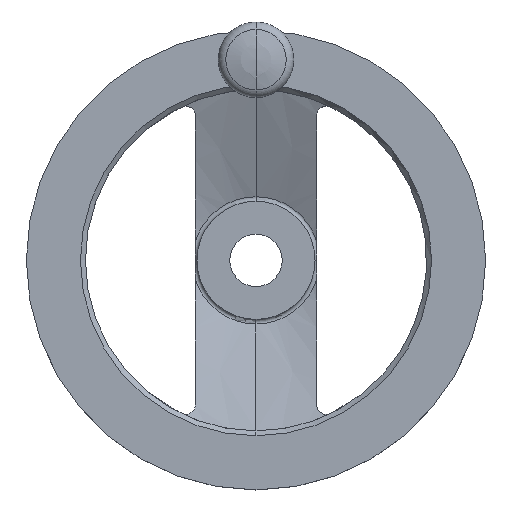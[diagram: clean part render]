
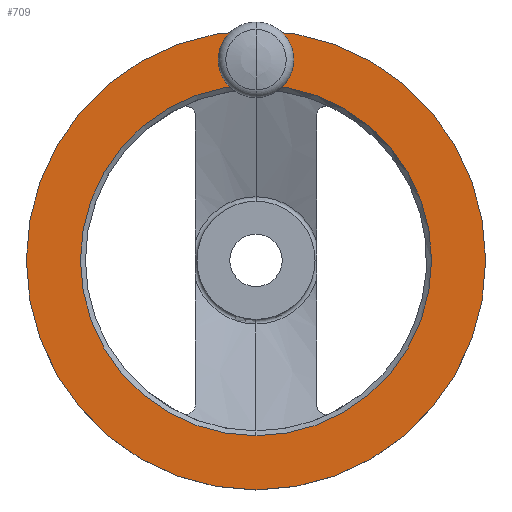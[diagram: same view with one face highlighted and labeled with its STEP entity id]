
A CAD part, top view. The second image highlights one B-rep face of the part: STEP entity #709.
In plain terms, the highlighted planar face has unit normal (0, 0, 1).
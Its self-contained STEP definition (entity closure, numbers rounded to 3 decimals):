
#289=EDGE_CURVE('',#617,#403,#792,.T.);
#291=VERTEX_POINT('',#794);
#347=VERTEX_POINT('',#858);
#403=VERTEX_POINT('',#923);
#489=EDGE_CURVE('',#347,#665,#1017,.T.);
#509=EDGE_CURVE('',#665,#347,#1038,.T.);
#595=EDGE_CURVE('',#597,#291,#1134,.T.);
#597=VERTEX_POINT('',#1136);
#617=VERTEX_POINT('',#1158);
#629=EDGE_CURVE('',#403,#617,#1170,.T.);
#665=VERTEX_POINT('',#1208);
#709=ADVANCED_FACE('',(#1256,#1257,#1258),#1259,.T.);
#725=EDGE_CURVE('',#291,#597,#1278,.T.);
#792=CIRCLE('',#1377,70.);
#794=CARTESIAN_POINT('',(0.,54.5,36.));
#858=CARTESIAN_POINT('',(0.,-53.5,36.0));
#923=CARTESIAN_POINT('',(0.,70.,36.0));
#1017=CIRCLE('',#1802,53.5);
#1038=CIRCLE('',#1843,53.5);
#1134=CIRCLE('',#2050,6.5);
#1136=CARTESIAN_POINT('',(0.,67.5,36.0));
#1158=CARTESIAN_POINT('',(0.,-70.0,36.0));
#1170=CIRCLE('',#2095,70.);
#1208=CARTESIAN_POINT('',(0.,53.5,36.0));
#1256=FACE_BOUND('',#2230,.T.);
#1257=FACE_BOUND('',#2231,.T.);
#1258=FACE_OUTER_BOUND('',#2232,.T.);
#1259=PLANE('',#2233);
#1278=CIRCLE('',#2267,6.5);
#1377=AXIS2_PLACEMENT_3D('',#2349,#2350,#2351);
#1802=AXIS2_PLACEMENT_3D('',#2657,#2658,#2659);
#1843=AXIS2_PLACEMENT_3D('',#2678,#2679,#2680);
#2050=AXIS2_PLACEMENT_3D('',#2791,#2792,#2793);
#2095=AXIS2_PLACEMENT_3D('',#2819,#2820,#2821);
#2230=EDGE_LOOP('',(#2917,#2918));
#2231=EDGE_LOOP('',(#2919,#2920));
#2232=EDGE_LOOP('',(#2921,#2922));
#2233=AXIS2_PLACEMENT_3D('',#2923,#2924,#2925);
#2267=AXIS2_PLACEMENT_3D('',#2950,#2951,#2952);
#2349=CARTESIAN_POINT('',(0.,0.,36.0));
#2350=DIRECTION('',(0.,0.,1.0));
#2351=DIRECTION('',(0.,1.0,0.));
#2657=CARTESIAN_POINT('',(0.,0.,36.0));
#2658=DIRECTION('',(0.,0.,1.0));
#2659=DIRECTION('',(0.,1.0,0.));
#2678=CARTESIAN_POINT('',(0.,0.,36.0));
#2679=DIRECTION('',(0.,0.,1.0));
#2680=DIRECTION('',(0.,1.0,0.));
#2791=CARTESIAN_POINT('',(0.,61.,36.0));
#2792=DIRECTION('',(0.,0.,-1.0));
#2793=DIRECTION('',(0.,-1.0,0.));
#2819=CARTESIAN_POINT('',(0.,0.,36.0));
#2820=DIRECTION('',(0.,0.,1.0));
#2821=DIRECTION('',(0.,1.0,0.));
#2917=ORIENTED_EDGE('',*,*,#725,.T.);
#2918=ORIENTED_EDGE('',*,*,#595,.T.);
#2919=ORIENTED_EDGE('',*,*,#509,.F.);
#2920=ORIENTED_EDGE('',*,*,#489,.F.);
#2921=ORIENTED_EDGE('',*,*,#629,.T.);
#2922=ORIENTED_EDGE('',*,*,#289,.T.);
#2923=CARTESIAN_POINT('',(0.,61.75,36.0));
#2924=DIRECTION('',(0.,0.,1.0));
#2925=DIRECTION('',(0.,1.0,0.0));
#2950=CARTESIAN_POINT('',(0.,61.,36.0));
#2951=DIRECTION('',(0.,0.,-1.0));
#2952=DIRECTION('',(0.,-1.0,0.));
